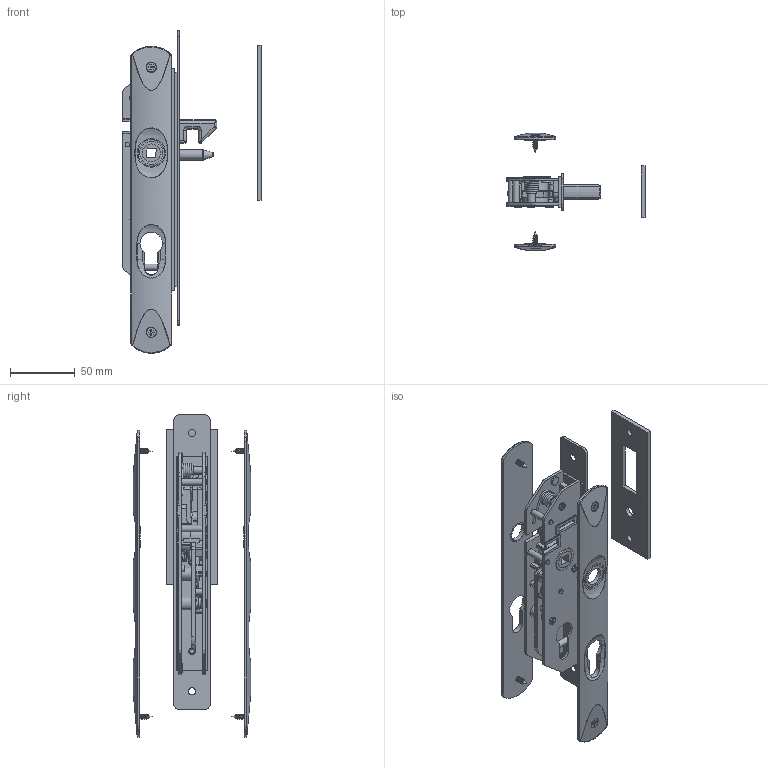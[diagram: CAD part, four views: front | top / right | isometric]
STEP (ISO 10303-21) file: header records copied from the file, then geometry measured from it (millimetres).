
FILE_DESCRIPTION(/* description */ (''),/* implementation_level */ '2;1');
FILE_NAME(/* name */ '957.stp',/* time_stamp */ '2019-08-14T10:21:51+02:00',/* author */ ('MARC'),/* organization */ (''),/* preprocessor_version */ 'ST-DEVELOPER v17.2',/* originating_system */ 'Autodesk Inventor 2019',/* authorisation */ '');
FILE_SCHEMA (('AUTOMOTIVE_DESIGN { 1 0 10303 214 3 1 1 }'));
Products named in the file (26): 957; 20656; 646210; 635890; 646900; 125860; 421610; 421610A; 421610B; 468500; 845940M1; 845930M1; 835880M1; 646940; 215923; 468560; 468560A; 768530; 465990; 960057; 20662; 20651; 667021; 385050; 465852; 465852A
Assembly tree (26 placements, depth 4):
  957
    20656
      646210
      635890
      646900
      125860
      421610
      421610A
      421610B
      468500
      845940M1
      845930M1
      835880M1
      646940
      215923
      468560
      468560A
      768530
        465990
        960057
    20651  x2
      667021
      385050
      465852
      465852A
    20662
Bounding box: 107 x 91 x 249.46 mm (x, y, z)
Volume: 130811.9 mm3; surface area: 109509.2 mm2
Topology: 26 solids, 26 shells, 1018 faces, 2649 edges, 1712 vertices
Faces by surface type: plane 553, cylinder 309, bspline 77, cone 37, torus 32, sphere 10
Full cylindrical faces by diameter (mm): 1.2 x6, 1.5 x1, 1.7 x5, 2.9 x3, 3.5 x6, 3.7 x6, 4 x4, 4.2 x2, 5 x16, 5.1 x1, 5.2 x2, 5.5 x5, 6 x5, 6.2 x1, 7 x4, 7.5 x4, 8 x3, 10 x3, 14 x4, 14.1 x1, 14.2 x2, 16 x4, 18 x2, 18.2 x1, 19.2 x1, 20 x1, 20.5 x2
Entity records: 43542 total; most frequent: CARTESIAN_POINT 20008, DIRECTION 4837, ORIENTED_EDGE 4644, EDGE_CURVE 2322, AXIS2_PLACEMENT_3D 1744, VERTEX_POINT 1513, LINE 1349, VECTOR 1349
